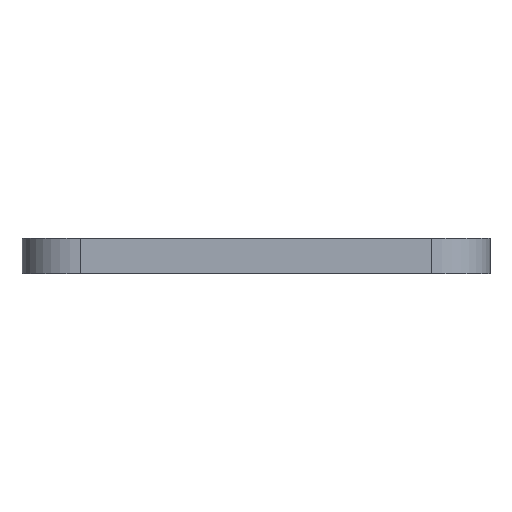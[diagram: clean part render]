
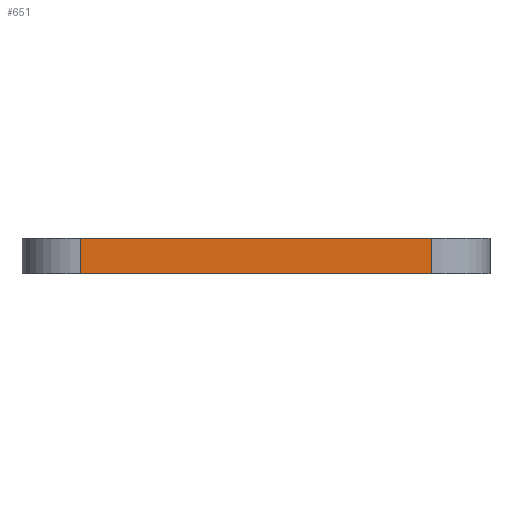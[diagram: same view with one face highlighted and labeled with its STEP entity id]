
A CAD part, front view. The second image highlights one B-rep face of the part: STEP entity #651.
In plain terms, the highlighted planar face has unit normal (0, -1, 0).
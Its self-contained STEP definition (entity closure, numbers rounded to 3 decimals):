
#10 = LINE ( 'NONE', #380, #755 ) ;
#103 = EDGE_CURVE ( 'NONE', #492, #436, #135, .T. ) ;
#104 = FACE_OUTER_BOUND ( 'NONE', #746, .T. ) ;
#117 = PLANE ( 'NONE',  #758 ) ;
#132 = VECTOR ( 'NONE', #306, 1000. ) ;
#135 = LINE ( 'NONE', #348, #829 ) ;
#138 = ORIENTED_EDGE ( 'NONE', *, *, #588, .T. ) ;
#209 = ORIENTED_EDGE ( 'NONE', *, *, #238, .T. ) ;
#224 = DIRECTION ( 'NONE',  ( 0., 0., 1. ) ) ;
#238 = EDGE_CURVE ( 'NONE', #514, #388, #827, .T. ) ;
#282 = ORIENTED_EDGE ( 'NONE', *, *, #573, .F. ) ;
#297 = CARTESIAN_POINT ( 'NONE',  ( -15., -33.5, 3. ) ) ;
#306 = DIRECTION ( 'NONE',  ( 1., 0., 0. ) ) ;
#316 = CARTESIAN_POINT ( 'NONE',  ( 15., -33.5, 0. ) ) ;
#317 = DIRECTION ( 'NONE',  ( -1., 0., 0. ) ) ;
#323 = CARTESIAN_POINT ( 'NONE',  ( 20., -33.5, 3. ) ) ;
#348 = CARTESIAN_POINT ( 'NONE',  ( -15., -33.5, 3. ) ) ;
#360 = CARTESIAN_POINT ( 'NONE',  ( 15., -33.5, 3. ) ) ;
#363 = CARTESIAN_POINT ( 'NONE',  ( -15., -33.5, 0. ) ) ;
#374 = CARTESIAN_POINT ( 'NONE',  ( 15., -33.5, 3. ) ) ;
#380 = CARTESIAN_POINT ( 'NONE',  ( 20., -33.5, 0. ) ) ;
#388 = VERTEX_POINT ( 'NONE', #374 ) ;
#436 = VERTEX_POINT ( 'NONE', #363 ) ;
#455 = DIRECTION ( 'NONE',  ( 0., 1., 0. ) ) ;
#492 = VERTEX_POINT ( 'NONE', #297 ) ;
#502 = DIRECTION ( 'NONE',  ( 1., 0., 0. ) ) ;
#514 = VERTEX_POINT ( 'NONE', #316 ) ;
#535 = VECTOR ( 'NONE', #224, 1000. ) ;
#573 = EDGE_CURVE ( 'NONE', #492, #388, #608, .T. ) ;
#588 = EDGE_CURVE ( 'NONE', #436, #514, #10, .T. ) ;
#608 = LINE ( 'NONE', #852, #132 ) ;
#625 = ORIENTED_EDGE ( 'NONE', *, *, #103, .T. ) ;
#651 = ADVANCED_FACE ( 'NONE', ( #104 ), #117, .F. ) ;
#686 = DIRECTION ( 'NONE',  ( 0., 0., -1. ) ) ;
#746 = EDGE_LOOP ( 'NONE', ( #138, #209, #282, #625 ) ) ;
#755 = VECTOR ( 'NONE', #502, 1000. ) ;
#758 = AXIS2_PLACEMENT_3D ( 'NONE', #323, #455, #317 ) ;
#827 = LINE ( 'NONE', #360, #535 ) ;
#829 = VECTOR ( 'NONE', #686, 1000. ) ;
#852 = CARTESIAN_POINT ( 'NONE',  ( 20., -33.5, 3. ) ) ;
